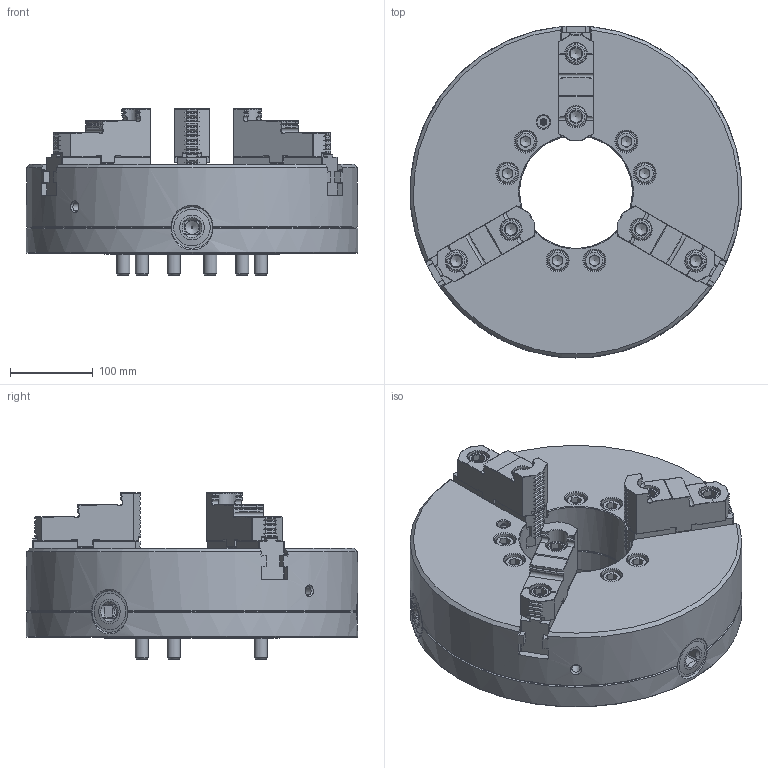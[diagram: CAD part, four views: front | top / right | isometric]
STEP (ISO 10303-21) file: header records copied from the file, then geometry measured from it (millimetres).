
FILE_DESCRIPTION (( 'STEP AP214' ), '1' );
FILE_NAME ('3515-15''''-8A2 HAAS 05-582.STEP', '2024-03-05T11:40:26', ( '' ), ( '' ), 'SwSTEP 2.0', 'SolidWorks 2023', '' );
FILE_SCHEMA (( 'AUTOMOTIVE_DESIGN' ));
Products named in the file (1): 3515-15''''-8A2 HAAS 05-582
Bounding box: 400 x 400 x 200.3 mm (x, y, z)
Volume: 12425294.3 mm3; surface area: 698203 mm2
Topology: 1 solids, 28 shells, 2345 faces, 5953 edges, 3624 vertices
Faces by surface type: plane 1285, cone 556, cylinder 460, torus 35, bspline 6, sphere 3
Full cylindrical faces by diameter (mm): 3.4 x1, 5 x1, 6 x1, 10 x1, 10.035 x2, 10.2 x1, 14 x18, 15.5 x1, 15.875 x6, 16 x12, 17 x12, 17.5 x12, 18 x6, 23.812 x6, 24 x12, 24.2 x1, 25 x6, 25.5 x6, 26 x6, 34 x3, 136 x2, 400 x2
Entity records: 69782 total; most frequent: CARTESIAN_POINT 16749, ORIENTED_EDGE 11062, DIRECTION 10590, EDGE_CURVE 5531, AXIS2_PLACEMENT_3D 3789, VERTEX_POINT 3502, LINE 3012, VECTOR 3012
